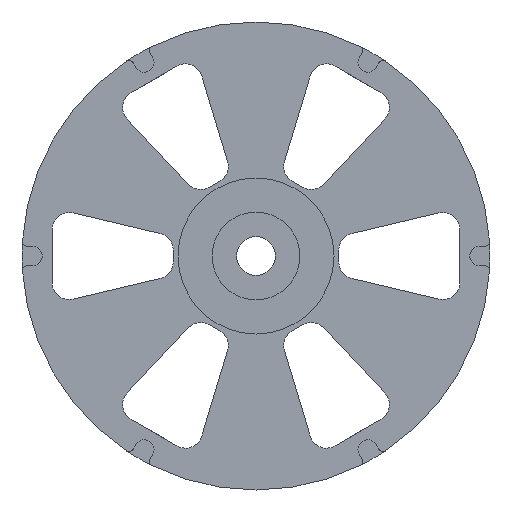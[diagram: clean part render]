
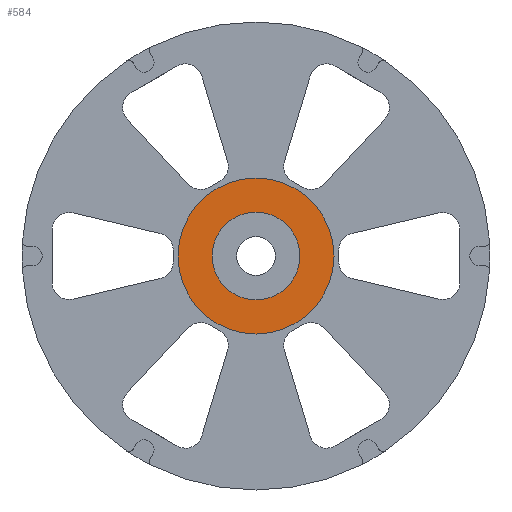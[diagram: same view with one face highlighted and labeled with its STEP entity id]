
A CAD part, front view. The second image highlights one B-rep face of the part: STEP entity #584.
In plain terms, the highlighted planar face has unit normal (0, -1, 0).
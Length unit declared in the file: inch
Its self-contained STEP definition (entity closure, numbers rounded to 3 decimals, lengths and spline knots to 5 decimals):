
#175 = EDGE_LOOP ( 'NONE', ( #1859, #5193 ) ) ;
#193 = VERTEX_POINT ( 'NONE', #4195 ) ;
#314 = EDGE_CURVE ( 'NONE', #2095, #370, #4763, .T. ) ;
#370 = VERTEX_POINT ( 'NONE', #3577 ) ;
#451 = CARTESIAN_POINT ( 'NONE',  ( 0., 0., -1. ) ) ;
#509 = CIRCLE ( 'NONE', #6060, 0.5625 ) ;
#584 = ADVANCED_FACE ( 'NONE', ( #1518, #5831 ), #5948, .T. ) ;
#595 = DIRECTION ( 'NONE',  ( 0., 0., -1. ) ) ;
#866 = DIRECTION ( 'NONE',  ( 0., 1., 0. ) ) ;
#922 = DIRECTION ( 'NONE',  ( 0., 0., -1. ) ) ;
#1008 = AXIS2_PLACEMENT_3D ( 'NONE', #4920, #1885, #3350 ) ;
#1343 = DIRECTION ( 'NONE',  ( 0., 0., -1. ) ) ;
#1518 = FACE_OUTER_BOUND ( 'NONE', #175, .T. ) ;
#1662 = EDGE_CURVE ( 'NONE', #193, #6045, #6150, .T. ) ;
#1859 = ORIENTED_EDGE ( 'NONE', *, *, #314, .T. ) ;
#1885 = DIRECTION ( 'NONE',  ( 0., 1., 0. ) ) ;
#2095 = VERTEX_POINT ( 'NONE', #451 ) ;
#2579 = DIRECTION ( 'NONE',  ( 0., -1., 0. ) ) ;
#2841 = CARTESIAN_POINT ( 'NONE',  ( 0., 0., 0. ) ) ;
#3030 = ORIENTED_EDGE ( 'NONE', *, *, #1662, .T. ) ;
#3123 = CARTESIAN_POINT ( 'NONE',  ( 0., 0., 0. ) ) ;
#3350 = DIRECTION ( 'NONE',  ( 0., 0., -1. ) ) ;
#3373 = CARTESIAN_POINT ( 'NONE',  ( 0., 0., 0. ) ) ;
#3544 = DIRECTION ( 'NONE',  ( 0., 0., -1. ) ) ;
#3577 = CARTESIAN_POINT ( 'NONE',  ( 0., 0., 1. ) ) ;
#3608 = CARTESIAN_POINT ( 'NONE',  ( 0., 0., 0. ) ) ;
#3934 = AXIS2_PLACEMENT_3D ( 'NONE', #3373, #4916, #922 ) ;
#4044 = AXIS2_PLACEMENT_3D ( 'NONE', #3123, #2579, #3544 ) ;
#4195 = CARTESIAN_POINT ( 'NONE',  ( 0., 0., 0.5625 ) ) ;
#4208 = AXIS2_PLACEMENT_3D ( 'NONE', #3608, #6034, #595 ) ;
#4763 = CIRCLE ( 'NONE', #4044, 1. ) ;
#4865 = ORIENTED_EDGE ( 'NONE', *, *, #5373, .T. ) ;
#4916 = DIRECTION ( 'NONE',  ( 0., -1., 0. ) ) ;
#4920 = CARTESIAN_POINT ( 'NONE',  ( 0., 0., 0. ) ) ;
#5193 = ORIENTED_EDGE ( 'NONE', *, *, #5610, .T. ) ;
#5373 = EDGE_CURVE ( 'NONE', #6045, #193, #509, .T. ) ;
#5468 = CARTESIAN_POINT ( 'NONE',  ( 0., 0., -0.5625 ) ) ;
#5610 = EDGE_CURVE ( 'NONE', #370, #2095, #5956, .T. ) ;
#5831 = FACE_BOUND ( 'NONE', #6369, .T. ) ;
#5948 = PLANE ( 'NONE',  #3934 ) ;
#5956 = CIRCLE ( 'NONE', #4208, 1. ) ;
#6034 = DIRECTION ( 'NONE',  ( 0., -1., 0. ) ) ;
#6045 = VERTEX_POINT ( 'NONE', #5468 ) ;
#6060 = AXIS2_PLACEMENT_3D ( 'NONE', #2841, #866, #1343 ) ;
#6150 = CIRCLE ( 'NONE', #1008, 0.5625 ) ;
#6369 = EDGE_LOOP ( 'NONE', ( #3030, #4865 ) ) ;
